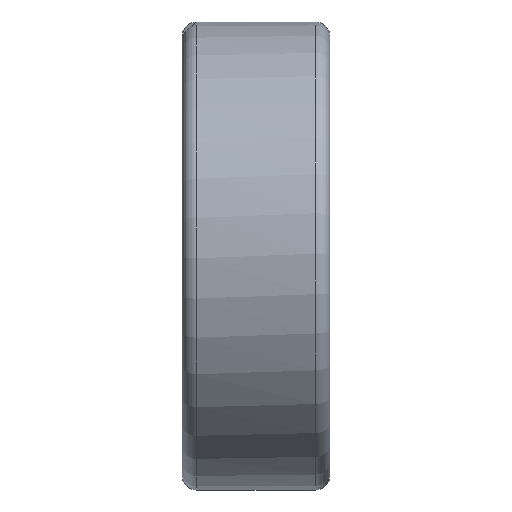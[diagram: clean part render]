
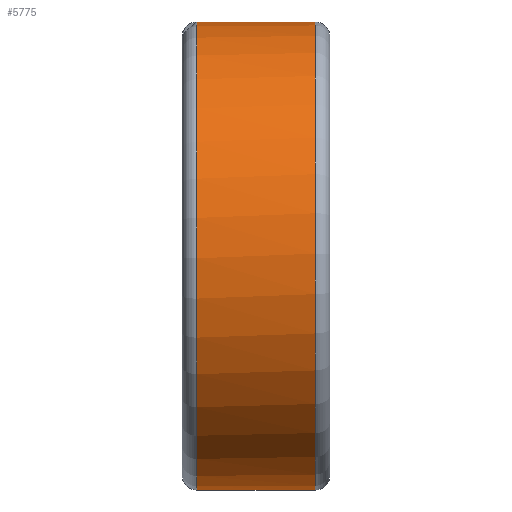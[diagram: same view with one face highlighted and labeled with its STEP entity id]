
A CAD part, top view. The second image highlights one B-rep face of the part: STEP entity #5775.
In plain terms, the highlighted cylindrical face has radius 9.5 mm (diameter 19 mm), a partial arc.
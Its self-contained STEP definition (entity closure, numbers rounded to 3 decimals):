
#5122=CARTESIAN_POINT('',(-2.4,0.,0.));
#5123=DIRECTION('',(1.,0.,0.));
#5124=DIRECTION('',(0.,1.,0.));
#5125=AXIS2_PLACEMENT_3D('',#5122,#5123,#5124);
#5127=CARTESIAN_POINT('',(-2.4,0.,0.));
#5128=DIRECTION('',(1.,0.,0.));
#5129=DIRECTION('',(0.,1.,0.023));
#5130=AXIS2_PLACEMENT_3D('',#5127,#5128,#5129);
#5152=DIRECTION('',(-1.,0.,0.));
#5153=VECTOR('',#5152,4.8);
#5154=CARTESIAN_POINT('',(2.4,9.5,0.));
#5155=LINE('',#5154,#5153);
#5211=CARTESIAN_POINT('',(2.4,0.,0.));
#5212=DIRECTION('',(-1.,0.,0.));
#5213=DIRECTION('',(0.,-1.,0.));
#5214=AXIS2_PLACEMENT_3D('',#5211,#5212,#5213);
#5216=CARTESIAN_POINT('',(2.4,0.,0.));
#5217=DIRECTION('',(-1.,0.,0.));
#5218=DIRECTION('',(0.,-1.,0.016));
#5219=AXIS2_PLACEMENT_3D('',#5216,#5217,#5218);
#5226=DIRECTION('',(-1.,0.,0.));
#5227=VECTOR('',#5226,4.8);
#5228=CARTESIAN_POINT('',(2.4,-9.5,0.));
#5229=LINE('',#5228,#5227);
#5610=CARTESIAN_POINT('',(2.4,-9.5,0.));
#5611=VERTEX_POINT('',#5610);
#5612=CARTESIAN_POINT('',(2.4,-9.499,0.154));
#5613=CARTESIAN_POINT('',(2.4,9.5,0.));
#5614=VERTEX_POINT('',#5612);
#5615=VERTEX_POINT('',#5613);
#5618=CARTESIAN_POINT('',(-2.4,9.5,0.));
#5619=VERTEX_POINT('',#5618);
#5622=CARTESIAN_POINT('',(-2.4,-9.5,0.));
#5623=VERTEX_POINT('',#5622);
#5624=CARTESIAN_POINT('',(-2.4,9.497,0.218));
#5625=VERTEX_POINT('',#5624);
#5762=CARTESIAN_POINT('',(-3.,0.,0.));
#5763=DIRECTION('',(1.,0.,0.));
#5764=DIRECTION('',(0.,-1.,0.));
#5765=AXIS2_PLACEMENT_3D('',#5762,#5763,#5764);
#5766=CYLINDRICAL_SURFACE('',#5765,9.5);
#5767=ORIENTED_EDGE('',*,*,#5756,.F.);
#5768=ORIENTED_EDGE('',*,*,#5754,.F.);
#5769=ORIENTED_EDGE('',*,*,#5699,.T.);
#5770=ORIENTED_EDGE('',*,*,#5663,.F.);
#5771=ORIENTED_EDGE('',*,*,#5661,.F.);
#5772=ORIENTED_EDGE('',*,*,#5695,.F.);
#5773=EDGE_LOOP('',(#5767,#5768,#5769,#5770,#5771,#5772));
#5774=FACE_OUTER_BOUND('',#5773,.F.);
#5126=CIRCLE('',#5125,9.5);
#5131=CIRCLE('',#5130,9.5);
#5215=CIRCLE('',#5214,9.5);
#5220=CIRCLE('',#5219,9.5);
#5661=EDGE_CURVE('',#5619,#5625,#5126,.T.);
#5663=EDGE_CURVE('',#5625,#5623,#5131,.T.);
#5695=EDGE_CURVE('',#5615,#5619,#5155,.T.);
#5699=EDGE_CURVE('',#5611,#5623,#5229,.T.);
#5754=EDGE_CURVE('',#5611,#5614,#5215,.T.);
#5756=EDGE_CURVE('',#5614,#5615,#5220,.T.);
#5775=ADVANCED_FACE('',(#5774),#5766,.T.);
